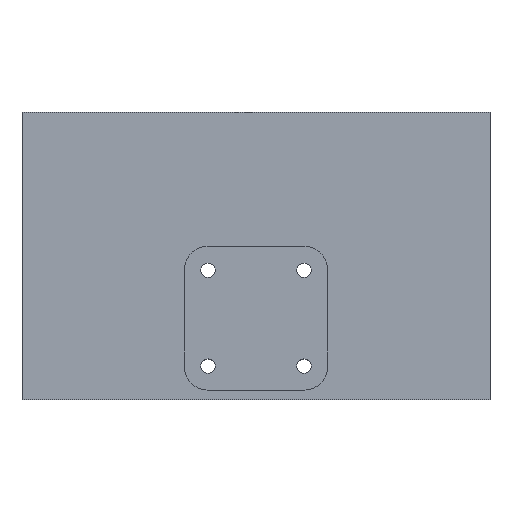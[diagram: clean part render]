
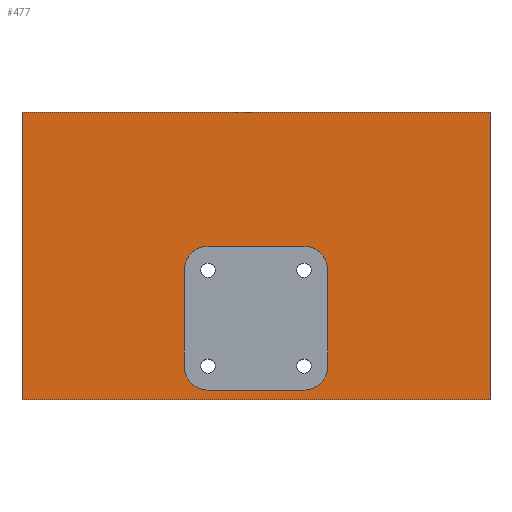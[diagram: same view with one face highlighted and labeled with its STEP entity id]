
A CAD part, top view. The second image highlights one B-rep face of the part: STEP entity #477.
In plain terms, the highlighted planar face has unit normal (0, 0, 1).
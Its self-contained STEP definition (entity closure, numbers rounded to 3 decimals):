
#28=FACE_BOUND('',#132,.T.);
#34=CIRCLE('',#496,5.);
#36=CIRCLE('',#500,5.);
#38=CIRCLE('',#504,5.);
#40=CIRCLE('',#508,5.);
#94=FACE_OUTER_BOUND('',#131,.T.);
#131=EDGE_LOOP('',(#420,#421,#422,#423));
#132=EDGE_LOOP('',(#424,#425,#426,#427,#428,#429,#430,#431));
#140=LINE('',#687,#177);
#145=LINE('',#701,#182);
#149=LINE('',#713,#186);
#153=LINE('',#725,#190);
#165=LINE('',#770,#202);
#168=LINE('',#775,#205);
#174=LINE('',#808,#211);
#175=LINE('',#809,#212);
#177=VECTOR('',#548,10.);
#182=VECTOR('',#561,10.);
#186=VECTOR('',#573,10.);
#190=VECTOR('',#585,10.);
#202=VECTOR('',#633,10.);
#205=VECTOR('',#638,10.);
#211=VECTOR('',#676,10.);
#212=VECTOR('',#677,10.);
#214=VERTEX_POINT('',#685);
#215=VERTEX_POINT('',#686);
#218=VERTEX_POINT('',#694);
#220=VERTEX_POINT('',#700);
#222=VERTEX_POINT('',#706);
#224=VERTEX_POINT('',#712);
#226=VERTEX_POINT('',#718);
#228=VERTEX_POINT('',#724);
#242=VERTEX_POINT('',#767);
#243=VERTEX_POINT('',#769);
#244=VERTEX_POINT('',#773);
#255=VERTEX_POINT('',#807);
#256=EDGE_CURVE('',#214,#215,#140,.T.);
#260=EDGE_CURVE('',#215,#218,#34,.T.);
#263=EDGE_CURVE('',#218,#220,#145,.T.);
#266=EDGE_CURVE('',#220,#222,#36,.T.);
#269=EDGE_CURVE('',#222,#224,#149,.T.);
#272=EDGE_CURVE('',#224,#226,#38,.T.);
#275=EDGE_CURVE('',#226,#228,#153,.T.);
#278=EDGE_CURVE('',#228,#214,#40,.T.);
#297=EDGE_CURVE('',#243,#242,#165,.T.);
#300=EDGE_CURVE('',#244,#242,#168,.T.);
#316=EDGE_CURVE('',#255,#243,#174,.T.);
#317=EDGE_CURVE('',#255,#244,#175,.T.);
#420=ORIENTED_EDGE('',*,*,#316,.T.);
#421=ORIENTED_EDGE('',*,*,#297,.T.);
#422=ORIENTED_EDGE('',*,*,#300,.F.);
#423=ORIENTED_EDGE('',*,*,#317,.F.);
#424=ORIENTED_EDGE('',*,*,#256,.T.);
#425=ORIENTED_EDGE('',*,*,#260,.T.);
#426=ORIENTED_EDGE('',*,*,#263,.T.);
#427=ORIENTED_EDGE('',*,*,#266,.T.);
#428=ORIENTED_EDGE('',*,*,#269,.T.);
#429=ORIENTED_EDGE('',*,*,#272,.T.);
#430=ORIENTED_EDGE('',*,*,#275,.T.);
#431=ORIENTED_EDGE('',*,*,#278,.T.);
#453=PLANE('',#541);
#477=ADVANCED_FACE('',(#94,#28),#453,.T.);
#496=AXIS2_PLACEMENT_3D('',#695,#554,#555);
#500=AXIS2_PLACEMENT_3D('',#707,#566,#567);
#504=AXIS2_PLACEMENT_3D('',#719,#578,#579);
#508=AXIS2_PLACEMENT_3D('',#730,#590,#591);
#541=AXIS2_PLACEMENT_3D('',#806,#674,#675);
#548=DIRECTION('',(0.,1.,0.));
#554=DIRECTION('center_axis',(0.,0.,-1.));
#555=DIRECTION('ref_axis',(0.,1.,0.));
#561=DIRECTION('',(1.,0.,0.));
#566=DIRECTION('center_axis',(0.,0.,-1.));
#567=DIRECTION('ref_axis',(1.,0.,0.));
#573=DIRECTION('',(0.,-1.,0.));
#578=DIRECTION('center_axis',(0.,0.,-1.));
#579=DIRECTION('ref_axis',(0.,-1.,0.));
#585=DIRECTION('',(-1.,0.,0.));
#590=DIRECTION('center_axis',(0.,0.,-1.));
#591=DIRECTION('ref_axis',(-1.,0.,0.));
#633=DIRECTION('',(0.,1.,0.));
#638=DIRECTION('',(1.,0.,0.));
#674=DIRECTION('center_axis',(0.,0.,1.));
#675=DIRECTION('ref_axis',(1.,0.,0.));
#676=DIRECTION('',(1.,0.,0.));
#677=DIRECTION('',(0.,1.,0.));
#685=CARTESIAN_POINT('',(-15.,-23.,39.776));
#686=CARTESIAN_POINT('',(-15.,-3.,39.776));
#687=CARTESIAN_POINT('',(-15.,-16.5,39.776));
#694=CARTESIAN_POINT('',(-10.,2.,39.776));
#695=CARTESIAN_POINT('Origin',(-10.,-3.,39.776));
#700=CARTESIAN_POINT('',(10.,2.,39.776));
#701=CARTESIAN_POINT('',(-19.415,2.,39.776));
#706=CARTESIAN_POINT('',(15.,-3.,39.776));
#707=CARTESIAN_POINT('Origin',(10.,-3.,39.776));
#712=CARTESIAN_POINT('',(15.,-23.,39.776));
#713=CARTESIAN_POINT('',(15.,-26.5,39.776));
#718=CARTESIAN_POINT('',(10.,-28.,39.776));
#719=CARTESIAN_POINT('Origin',(10.,-23.,39.776));
#724=CARTESIAN_POINT('',(-10.,-28.,39.776));
#725=CARTESIAN_POINT('',(-29.415,-28.,39.776));
#730=CARTESIAN_POINT('Origin',(-10.,-23.,39.776));
#767=CARTESIAN_POINT('',(48.83,30.,39.776));
#769=CARTESIAN_POINT('',(48.83,-30.,39.776));
#770=CARTESIAN_POINT('',(48.83,-30.,39.776));
#773=CARTESIAN_POINT('',(-48.829,30.,39.776));
#775=CARTESIAN_POINT('',(-48.829,30.,39.776));
#806=CARTESIAN_POINT('Origin',(-48.829,-30.,39.776));
#807=CARTESIAN_POINT('',(-48.829,-30.,39.776));
#808=CARTESIAN_POINT('',(-48.829,-30.,39.776));
#809=CARTESIAN_POINT('',(-48.829,-30.,39.776));
